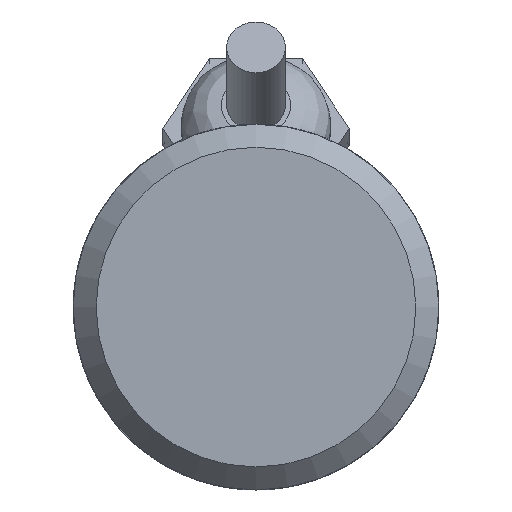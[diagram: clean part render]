
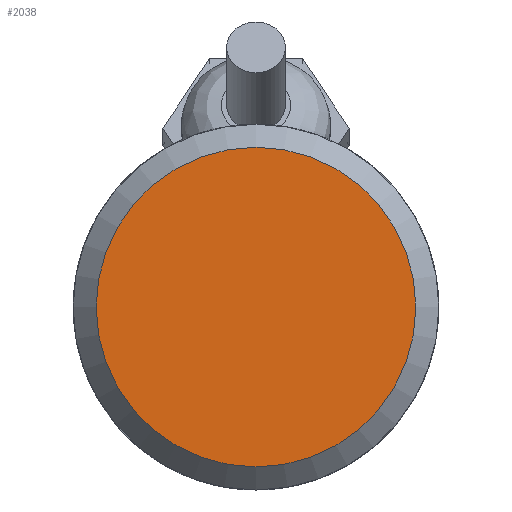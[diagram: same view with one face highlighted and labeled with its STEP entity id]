
A CAD part, left-side view. The second image highlights one B-rep face of the part: STEP entity #2038.
In plain terms, the highlighted planar face has unit normal (-1, 0, 0).
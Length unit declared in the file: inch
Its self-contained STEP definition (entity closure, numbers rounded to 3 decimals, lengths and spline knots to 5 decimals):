
#206=PLANE('',#2203);
#308=FACE_OUTER_BOUND('',#438,.T.);
#438=EDGE_LOOP('',(#1653));
#737=CIRCLE('',#2195,0.54626);
#909=VERTEX_POINT('',#4826);
#1187=EDGE_CURVE('',#909,#909,#737,.T.);
#1653=ORIENTED_EDGE('',*,*,#1187,.F.);
#2038=ADVANCED_FACE('',(#308),#206,.F.);
#2195=AXIS2_PLACEMENT_3D('',#4827,#2579,#2580);
#2203=AXIS2_PLACEMENT_3D('',#5196,#2604,#2605);
#2579=DIRECTION('center_axis',(1.,0.,0.));
#2580=DIRECTION('ref_axis',(0.,0.,-1.));
#2604=DIRECTION('center_axis',(1.,0.,0.));
#2605=DIRECTION('ref_axis',(0.,0.,-1.));
#4826=CARTESIAN_POINT('',(-5.75,0.,0.54626));
#4827=CARTESIAN_POINT('Origin',(-5.75,0.,0.));
#5196=CARTESIAN_POINT('Origin',(-5.75,0.,0.));
